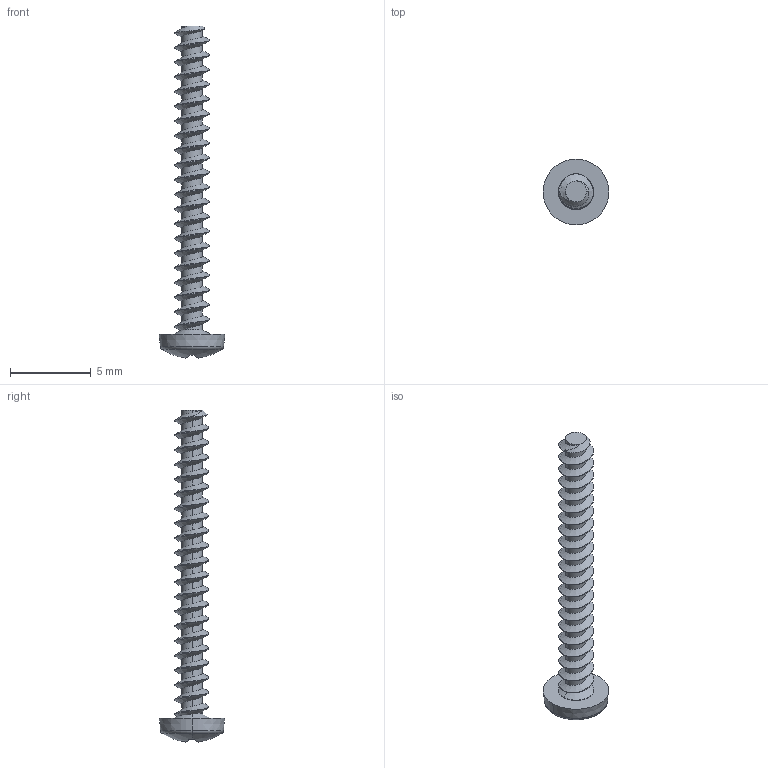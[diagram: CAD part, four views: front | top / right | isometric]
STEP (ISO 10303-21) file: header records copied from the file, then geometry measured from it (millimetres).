
FILE_DESCRIPTION (( 'STEP AP203' ), '1' );
FILE_NAME ('B00GDXULH0.3D.STEP', '2014-07-15T06:27:18', ( 'COMP' ), ( 'KTL' ), 'SwSTEP 2.0', 'SolidWorks 2010', '' );
FILE_SCHEMA (( 'CONFIG_CONTROL_DESIGN' ));
Length unit declared in the file: millimetre
Products named in the file (1): B00GDXULH0.3D
Bounding box: 4.06 x 4.06 x 20.5 mm (x, y, z)
Volume: 50.1 mm3; surface area: 187.8 mm2
Topology: 1 solids, 1 shells, 287 faces, 783 edges, 499 vertices
Faces by surface type: cylinder 189, plane 85, cone 7, torus 2, sphere 2, bspline 2
Entity records: 14272 total; most frequent: CARTESIAN_POINT 8089, ORIENTED_EDGE 1566, DIRECTION 868, EDGE_CURVE 783, VERTEX_POINT 499, B_SPLINE_CURVE_WITH_KNOTS 442, AXIS2_PLACEMENT_3D 327, EDGE_LOOP 288
